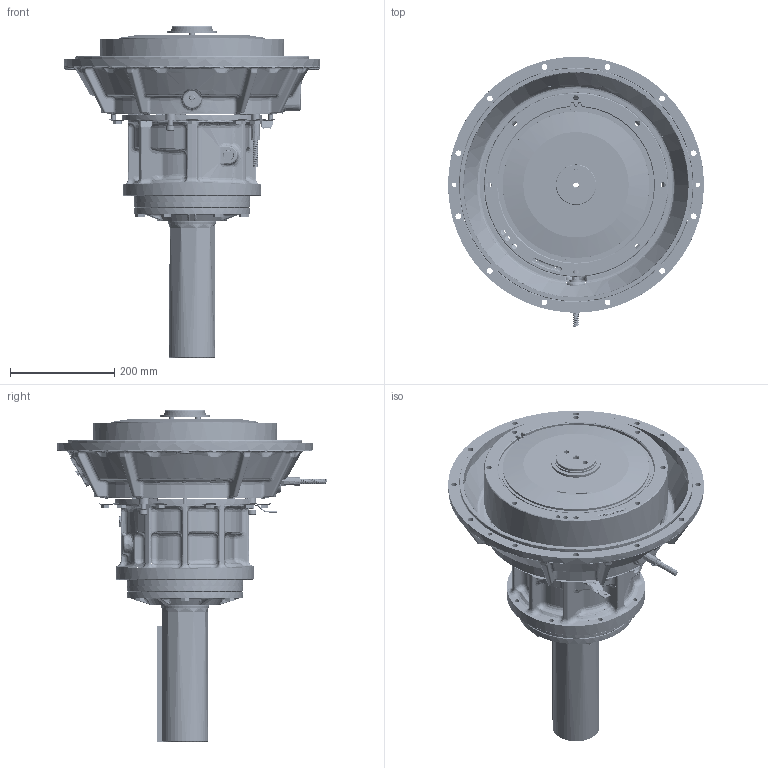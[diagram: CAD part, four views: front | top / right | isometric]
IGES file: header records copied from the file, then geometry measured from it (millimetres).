
Start section: SolidWorks IGES file using analytic representation for surfaces
Global section: file name: PX1032588A.igs; native system: SolidWorks 2019; preprocessor: SolidWorks 2019; author: smtservice; date: 210301.101842; units: inch
Bounding box: 490.05 x 517.56 x 635.96 mm (x, y, z)
Surface area: 1252494 mm2 (no closed solid volume)
Topology: 0 solids, 1 shells, 2026 faces, 33242 edges, 32985 vertices
Faces by surface type: bspline 1360, revolution 666
